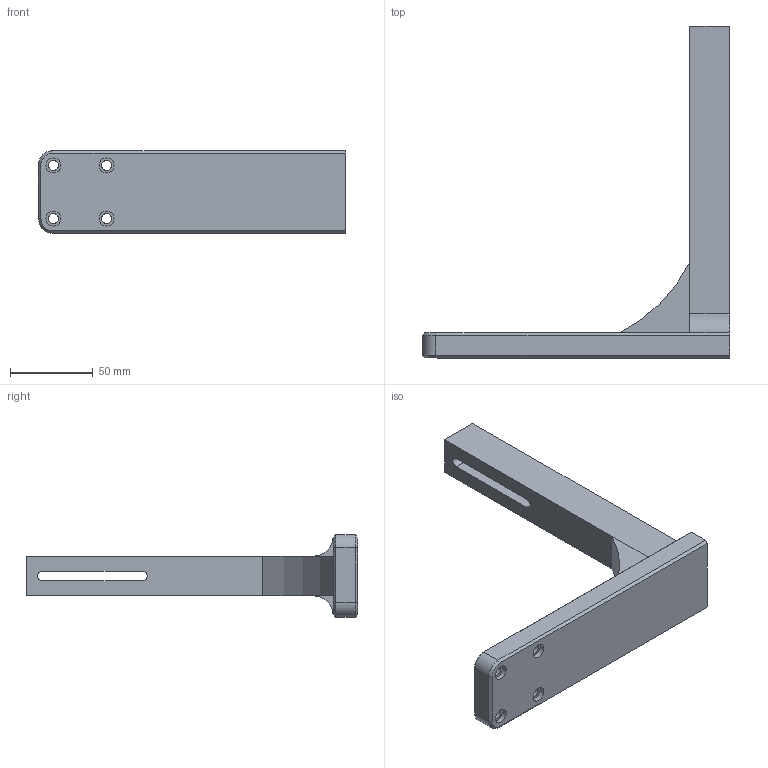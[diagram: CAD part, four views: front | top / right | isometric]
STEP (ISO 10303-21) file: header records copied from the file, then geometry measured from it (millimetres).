
FILE_DESCRIPTION(/* description */ (''),/* implementation_level */ '2;1');
FILE_NAME(/* name */ 'colonna timbratura seconda parte.step',/* time_stamp */ '2026-02-19T13:12:44+01:00',/* author */ (''),/* organization */ (''),/* preprocessor_version */ 'ST-DEVELOPER v20.1',/* originating_system */ 'Autodesk Translation Framework v14.24.0.0',/* authorisation */ '');
FILE_SCHEMA (('AUTOMOTIVE_DESIGN { 1 0 10303 214 3 1 1 }'));
Length unit declared in the file: millimetre
Products named in the file (1): 2026-02-12-16-30-50-778
Bounding box: 185 x 200 x 50 mm (x, y, z)
Volume: 250806.9 mm3; surface area: 46689.7 mm2
Topology: 1 solids, 1 shells, 44 faces, 104 edges, 66 vertices
Faces by surface type: plane 25, cylinder 15, cone 4
Full cylindrical faces by diameter (mm): 6 x4, 9 x4
Entity records: 1313 total; most frequent: DIRECTION 224, CARTESIAN_POINT 224, ORIENTED_EDGE 208, EDGE_CURVE 104, AXIS2_PLACEMENT_3D 79, LINE 66, VECTOR 66, VERTEX_POINT 66
